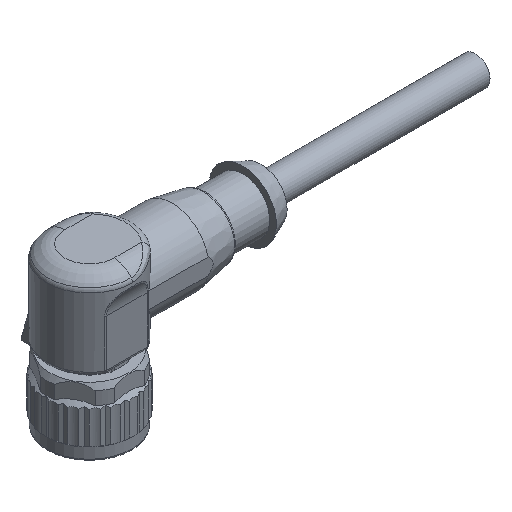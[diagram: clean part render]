
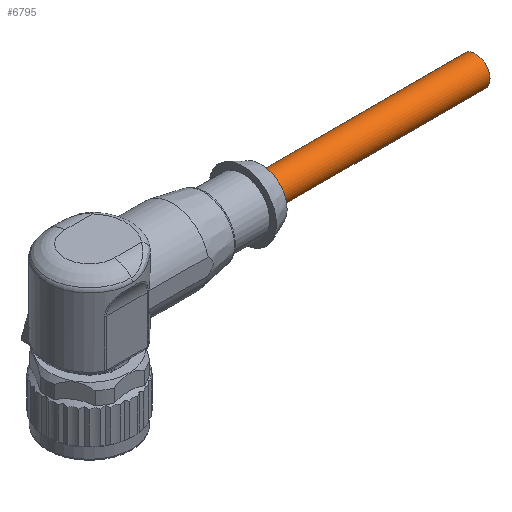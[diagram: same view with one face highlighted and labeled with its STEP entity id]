
A CAD part, isometric view. The second image highlights one B-rep face of the part: STEP entity #6795.
In plain terms, the highlighted cylindrical face has radius 2.35 mm (diameter 4.7 mm), a full revolution.
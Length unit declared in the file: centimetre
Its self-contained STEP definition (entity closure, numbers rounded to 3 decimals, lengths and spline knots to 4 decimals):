
#1065=FACE_OUTER_BOUND('',#1461,.T.);
#1461=EDGE_LOOP('',(#6156,#6157,#6158,#6159));
#1626=CIRCLE('',#7154,0.235);
#1740=CIRCLE('',#7389,0.235);
#2192=LINE('',#12605,#2659);
#2659=VECTOR('',#8965,0.235);
#3166=VERTEX_POINT('',#10819);
#3432=VERTEX_POINT('',#12602);
#3961=EDGE_CURVE('',#3166,#3166,#1626,.T.);
#4365=EDGE_CURVE('',#3432,#3432,#1740,.T.);
#4366=EDGE_CURVE('',#3432,#3166,#2192,.T.);
#6156=ORIENTED_EDGE('',*,*,#4365,.T.);
#6157=ORIENTED_EDGE('',*,*,#4366,.T.);
#6158=ORIENTED_EDGE('',*,*,#3961,.F.);
#6159=ORIENTED_EDGE('',*,*,#4366,.F.);
#6449=CYLINDRICAL_SURFACE('',#7390,0.235);
#6795=ADVANCED_FACE('',(#1065),#6449,.T.);
#7154=AXIS2_PLACEMENT_3D('',#10820,#8284,#8285);
#7389=AXIS2_PLACEMENT_3D('',#12603,#8961,#8962);
#7390=AXIS2_PLACEMENT_3D('',#12604,#8963,#8964);
#8284=DIRECTION('center_axis',(-1.,0.,0.));
#8285=DIRECTION('ref_axis',(0.,0.991,0.131));
#8961=DIRECTION('center_axis',(-1.,0.,0.));
#8962=DIRECTION('ref_axis',(0.,0.991,0.131));
#8963=DIRECTION('center_axis',(1.,0.,0.));
#8964=DIRECTION('ref_axis',(0.,0.991,0.131));
#8965=DIRECTION('',(-1.,0.,0.));
#10819=CARTESIAN_POINT('',(2.8,-0.233,0.6392));
#10820=CARTESIAN_POINT('Origin',(2.8,0.,
0.67));
#12602=CARTESIAN_POINT('',(6.3,-0.233,0.6392));
#12603=CARTESIAN_POINT('Origin',(6.3,0.,
0.67));
#12604=CARTESIAN_POINT('Origin',(2.3,0.,
0.67));
#12605=CARTESIAN_POINT('',(2.3,-0.233,0.6392));
